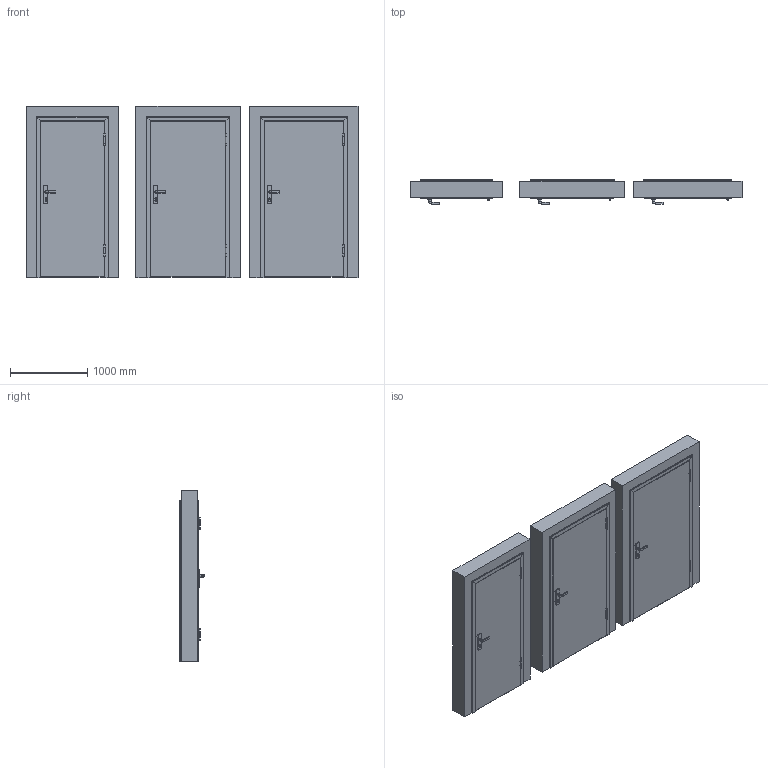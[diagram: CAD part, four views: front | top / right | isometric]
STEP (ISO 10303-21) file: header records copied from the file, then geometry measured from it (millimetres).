
FILE_DESCRIPTION(/* description */ (''),/* implementation_level */ '2;1');
FILE_NAME(/* name */ '050068_A_2-Drzwi akustyczne SILENCE 37dB na ościeżnicy Projekt Bis..stp',/* time_stamp */ '2024-05-24T10:03:45+02:00',/* author */ (''),/* organization */ (''),/* preprocessor_version */ 'ST-DEVELOPER v16',/* originating_system */ 'SIEMENS PLM Software NX 11.0',/* authorisation */ '');
FILE_SCHEMA (('AUTOMOTIVE_DESIGN { 1 0 10303 214 3 1 1 1 }'));
Products named in the file (1): bkni4630B027zaah
Bounding box: 4305 x 313.45 x 2220 mm (x, y, z)
Volume: 854681097.8 mm3; surface area: 57885209.9 mm2
Topology: 234 solids, 234 shells, 6036 faces, 15186 edges, 9837 vertices
Faces by surface type: plane 3639, cylinder 1344, bspline 768, torus 162, cone 87, revolution 24, sphere 12
Full cylindrical faces by diameter (mm): 3.3 x6, 4 x9, 6 x30, 6.072 x24, 7 x6, 7.4 x24, 7.8 x12, 8 x18, 8.2 x12, 9.8 x12, 10 x12, 10.2 x12, 11 x18, 11.8 x12, 13 x18, 15.5 x12, 17 x3, 18 x6, 19 x12, 30 x6
Entity records: 191386 total; most frequent: CARTESIAN_POINT 50317, ORIENTED_EDGE 28824, DIRECTION 27002, EDGE_CURVE 14412, LINE 9954, VECTOR 9954, VERTEX_POINT 9612, AXIS2_PLACEMENT_3D 8512
